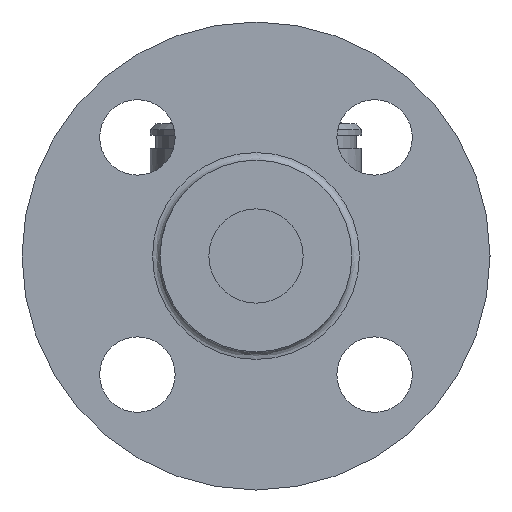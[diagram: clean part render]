
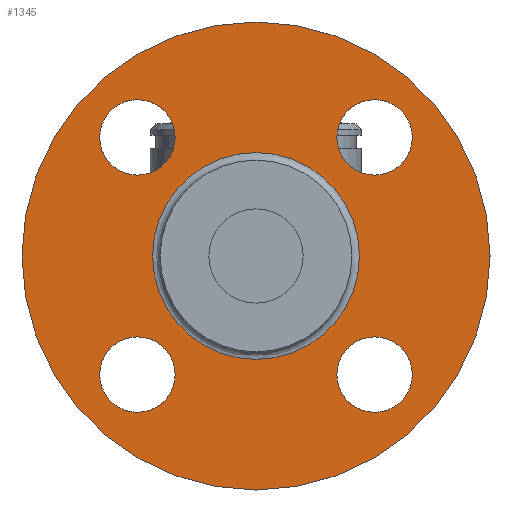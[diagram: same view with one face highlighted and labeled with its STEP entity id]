
A CAD part, left-side view. The second image highlights one B-rep face of the part: STEP entity #1345.
In plain terms, the highlighted planar face has unit normal (-1, 0, 0).
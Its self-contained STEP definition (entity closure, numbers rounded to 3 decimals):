
#806=CARTESIAN_POINT('',(-98.6,-41.431,-31.431));
#807=VERTEX_POINT('',#806);
#808=CARTESIAN_POINT('',(-98.6,-31.431,-31.431));
#809=DIRECTION('',(1.0,0.0,0.0));
#810=DIRECTION('',(0.0,-1.0,0.0));
#811=AXIS2_PLACEMENT_3D('',#808,#809,#810);
#812=CIRCLE('',#811,10.0);
#813=EDGE_CURVE('',#807,#807,#812,.T.);
#855=CARTESIAN_POINT('',(-98.6,31.431,-41.431));
#856=VERTEX_POINT('',#855);
#857=CARTESIAN_POINT('',(-98.6,31.431,-31.431));
#858=DIRECTION('',(1.0,0.0,0.0));
#859=DIRECTION('',(0.0,0.0,-1.0));
#860=AXIS2_PLACEMENT_3D('',#857,#858,#859);
#861=CIRCLE('',#860,10.0);
#862=EDGE_CURVE('',#856,#856,#861,.T.);
#904=CARTESIAN_POINT('',(-98.6,41.431,31.431));
#905=VERTEX_POINT('',#904);
#906=CARTESIAN_POINT('',(-98.6,31.431,31.431));
#907=DIRECTION('',(1.0,0.0,0.0));
#908=DIRECTION('',(0.0,1.0,0.0));
#909=AXIS2_PLACEMENT_3D('',#906,#907,#908);
#910=CIRCLE('',#909,10.0);
#911=EDGE_CURVE('',#905,#905,#910,.T.);
#953=CARTESIAN_POINT('',(-98.6,-31.431,41.431));
#954=VERTEX_POINT('',#953);
#955=CARTESIAN_POINT('',(-98.6,-31.431,31.431));
#956=DIRECTION('',(1.0,0.0,0.0));
#957=DIRECTION('',(0.0,0.0,1.0));
#958=AXIS2_PLACEMENT_3D('',#955,#956,#957);
#959=CIRCLE('',#958,10.0);
#960=EDGE_CURVE('',#954,#954,#959,.T.);
#1166=CARTESIAN_POINT('',(-98.6,0.0,62.));
#1167=VERTEX_POINT('',#1166);
#1168=CARTESIAN_POINT('',(-98.6,0.0,0.));
#1169=DIRECTION('',(-1.0,0.0,0.0));
#1170=DIRECTION('',(0.0,0.0,1.0));
#1171=AXIS2_PLACEMENT_3D('',#1168,#1169,#1170);
#1172=CIRCLE('',#1171,62.);
#1173=EDGE_CURVE('',#1167,#1167,#1172,.T.);
#1299=CARTESIAN_POINT('',(-98.6,0.0,27.4));
#1300=VERTEX_POINT('',#1299);
#1301=CARTESIAN_POINT('',(-98.6,0.0,0.));
#1302=DIRECTION('',(-1.0,0.0,0.0));
#1303=DIRECTION('',(0.0,0.0,-1.0));
#1304=AXIS2_PLACEMENT_3D('',#1301,#1302,#1303);
#1305=CIRCLE('',#1304,27.4);
#1306=EDGE_CURVE('',#1300,#1300,#1305,.T.);
#1322=CARTESIAN_POINT('',(-98.6,0.0,43.7));
#1323=DIRECTION('',(-1.0,0.0,0.0));
#1324=DIRECTION('',(0.0,0.0,1.0));
#1325=AXIS2_PLACEMENT_3D('',#1322,#1323,#1324);
#1326=PLANE('',#1325);
#1327=ORIENTED_EDGE('',*,*,#1173,.T.);
#1328=EDGE_LOOP('',(#1327));
#1329=FACE_OUTER_BOUND('',#1328,.T.);
#1330=ORIENTED_EDGE('',*,*,#813,.T.);
#1331=EDGE_LOOP('',(#1330));
#1332=FACE_BOUND('',#1331,.T.);
#1333=ORIENTED_EDGE('',*,*,#862,.T.);
#1334=EDGE_LOOP('',(#1333));
#1335=FACE_BOUND('',#1334,.T.);
#1336=ORIENTED_EDGE('',*,*,#911,.T.);
#1337=EDGE_LOOP('',(#1336));
#1338=FACE_BOUND('',#1337,.T.);
#1339=ORIENTED_EDGE('',*,*,#960,.T.);
#1340=EDGE_LOOP('',(#1339));
#1341=FACE_BOUND('',#1340,.T.);
#1342=ORIENTED_EDGE('',*,*,#1306,.F.);
#1343=EDGE_LOOP('',(#1342));
#1344=FACE_BOUND('',#1343,.T.);
#1345=ADVANCED_FACE('',(#1329,#1332,#1335,#1338,#1341,#1344),#1326,.T.);
